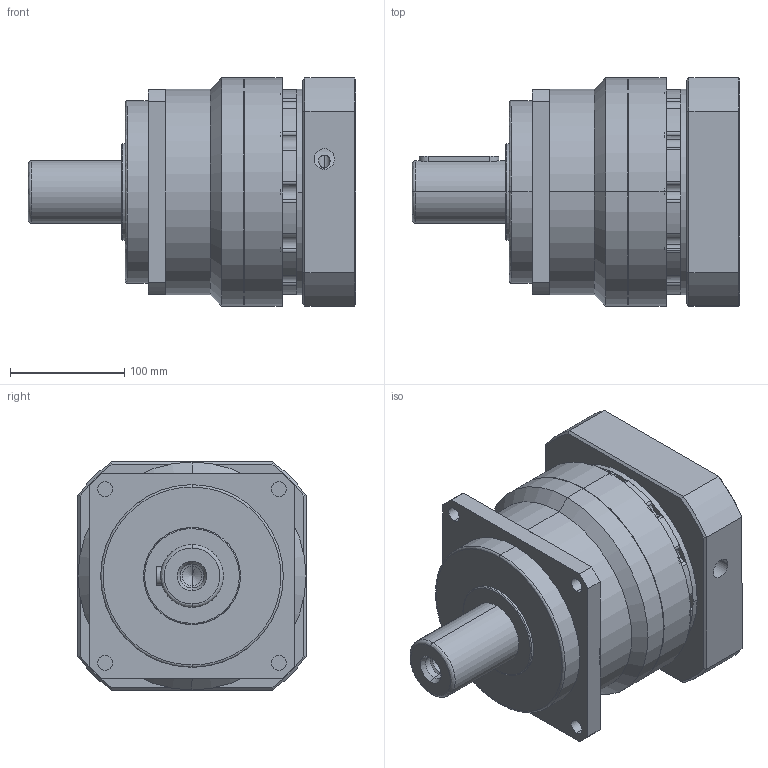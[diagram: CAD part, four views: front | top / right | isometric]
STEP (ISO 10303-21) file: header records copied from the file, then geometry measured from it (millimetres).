
FILE_DESCRIPTION (( 'STEP AP214' ), '1' );
FILE_NAME ('PB180-L1-42-180-215M12.STEP', '2023-12-21T02:30:39', ( 'admin' ), ( '' ), 'SwSTEP 2.0', 'SolidWorks 2013', '' );
FILE_SCHEMA (( 'AUTOMOTIVE_DESIGN' ));
Length unit declared in the file: millimetre
Products named in the file (4): PB180_X2_8F9351FA7AEF_X0_2; PB180-180-215M12; PB180_X2_8F9351657AEF58F34F53_X0_; PB180-L1-42-180-215M12
Assembly tree (3 placements, depth 2):
  PB180-L1-42-180-215M12
    PB180_X2_8F9351657AEF58F34F53_X0_
    PB180-180-215M12
    PB180_X2_8F9351FA7AEF_X0_2
Bounding box: 287 x 200 x 200 mm (x, y, z)
Volume: 5539281.9 mm3; surface area: 472295.6 mm2
Topology: 9 solids, 9 shells, 706 faces, 1745 edges, 1080 vertices
Faces by surface type: cylinder 382, cone 125, plane 114, torus 48, bspline 37
Entity records: 31695 total; most frequent: CARTESIAN_POINT 6567, DIRECTION 3929, ORIENTED_EDGE 3446, EDGE_CURVE 1723, AXIS2_PLACEMENT_3D 1653, VERTEX_POINT 1080, CIRCLE 978, EDGE_LOOP 809
